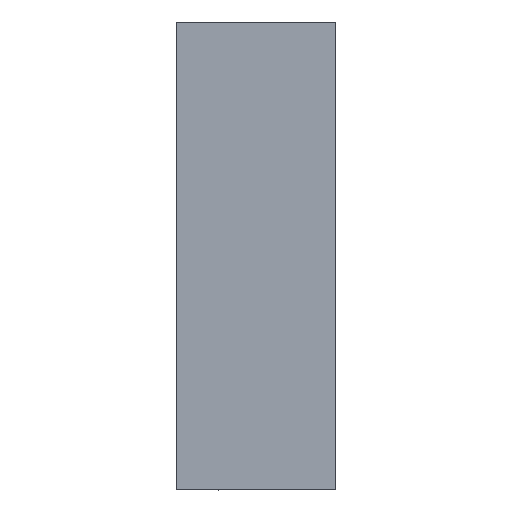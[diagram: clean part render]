
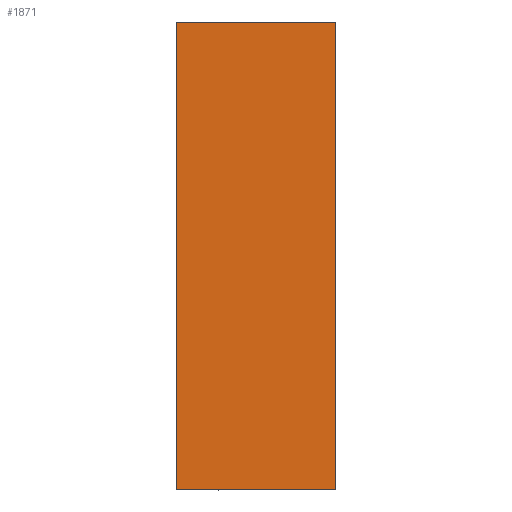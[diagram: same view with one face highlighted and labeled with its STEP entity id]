
A CAD part, top view. The second image highlights one B-rep face of the part: STEP entity #1871.
In plain terms, the highlighted planar face has unit normal (0, 0, 1).
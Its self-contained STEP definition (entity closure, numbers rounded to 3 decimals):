
#956=CARTESIAN_POINT('Vertex',(275.701,1100.,50.)) ;
#959=CARTESIAN_POINT('Line Origine',(275.701,550.873,50.)) ;
#963=CARTESIAN_POINT('Vertex',(275.701,1.746,50.)) ;
#1815=CARTESIAN_POINT('Line Origine',(87.85,1.746,50.)) ;
#1819=CARTESIAN_POINT('Vertex',(-100.,1.746,50.)) ;
#1848=CARTESIAN_POINT('Axis2P3D Location',(0.,0.,50.)) ;
#1853=CARTESIAN_POINT('Line Origine',(87.85,1100.,50.)) ;
#1857=CARTESIAN_POINT('Vertex',(-100.,1100.,50.)) ;
#1860=CARTESIAN_POINT('Line Origine',(-100.,550.873,50.)) ;
#960=DIRECTION('Vector Direction',(0.,1.,0.)) ;
#1816=DIRECTION('Vector Direction',(1.,0.,0.)) ;
#1849=DIRECTION('Axis2P3D Direction',(0.,0.,1.)) ;
#1850=DIRECTION('Axis2P3D XDirection',(1.,0.,0.)) ;
#1854=DIRECTION('Vector Direction',(-1.,0.,0.)) ;
#1861=DIRECTION('Vector Direction',(0.,-1.,0.)) ;
#1851=AXIS2_PLACEMENT_3D('Plane Axis2P3D',#1848,#1849,#1850) ;
#1866=ORIENTED_EDGE('',*,*,#965,.T.) ;
#1867=ORIENTED_EDGE('',*,*,#1859,.T.) ;
#1868=ORIENTED_EDGE('',*,*,#1864,.T.) ;
#1869=ORIENTED_EDGE('',*,*,#1821,.T.) ;
#961=VECTOR('Line Direction',#960,1.) ;
#1817=VECTOR('Line Direction',#1816,1.) ;
#1855=VECTOR('Line Direction',#1854,1.) ;
#1862=VECTOR('Line Direction',#1861,1.) ;
#1871=ADVANCED_FACE('Body.3',(#1870),#1852,.T.) ;
#965=EDGE_CURVE('',#964,#957,#962,.T.) ;
#1821=EDGE_CURVE('',#1820,#964,#1818,.T.) ;
#1859=EDGE_CURVE('',#957,#1858,#1856,.T.) ;
#1864=EDGE_CURVE('',#1858,#1820,#1863,.T.) ;
#1865=EDGE_LOOP('',(#1866,#1867,#1868,#1869)) ;
#1870=FACE_OUTER_BOUND('',#1865,.T.) ;
#962=LINE('Line',#959,#961) ;
#1818=LINE('Line',#1815,#1817) ;
#1856=LINE('Line',#1853,#1855) ;
#1863=LINE('Line',#1860,#1862) ;
#1852=PLANE('Plane',#1851) ;
#957=VERTEX_POINT('',#956) ;
#964=VERTEX_POINT('',#963) ;
#1820=VERTEX_POINT('',#1819) ;
#1858=VERTEX_POINT('',#1857) ;
